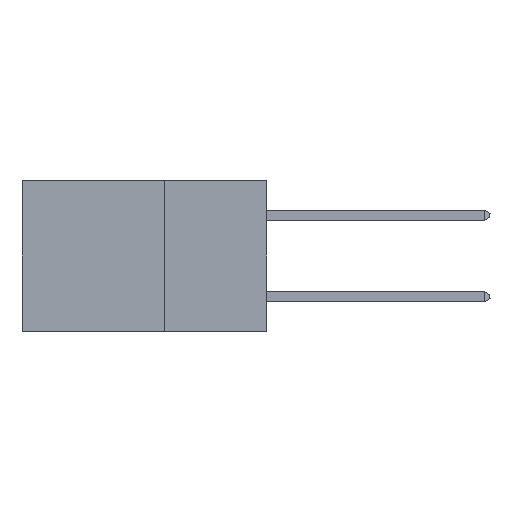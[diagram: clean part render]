
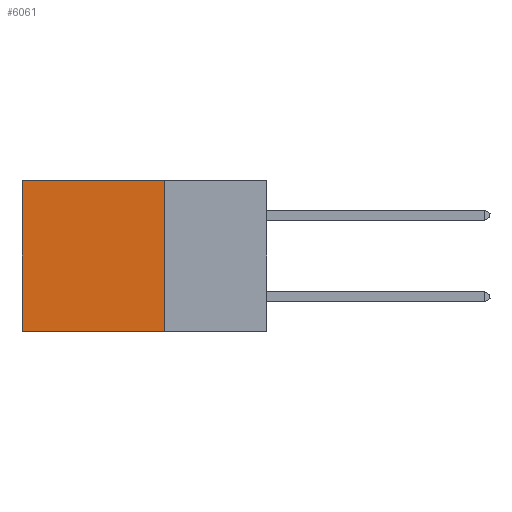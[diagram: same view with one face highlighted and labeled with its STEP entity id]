
A CAD part, left-side view. The second image highlights one B-rep face of the part: STEP entity #6061.
In plain terms, the highlighted planar face has unit normal (-1, 0, 0).
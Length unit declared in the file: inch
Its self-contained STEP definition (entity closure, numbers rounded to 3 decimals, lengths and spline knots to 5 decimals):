
#1242 = ORIENTED_EDGE ( 'NONE', *, *, #27875, .T. ) ;
#2177 = DIRECTION ( 'NONE',  ( 0., 0., -1. ) ) ;
#2661 = CARTESIAN_POINT ( 'NONE',  ( 0.2875, 0.25, -0.37 ) ) ;
#3823 = EDGE_CURVE ( 'NONE', #3961, #27414, #4711, .T. ) ;
#3961 = VERTEX_POINT ( 'NONE', #24708 ) ;
#4711 = LINE ( 'NONE', #19140, #26353 ) ;
#6061 = ADVANCED_FACE ( 'NONE', ( #16343 ), #22623, .F. ) ;
#6177 = LINE ( 'NONE', #22322, #12757 ) ;
#8283 = DIRECTION ( 'NONE',  ( 1., 0., 0. ) ) ;
#8305 = CARTESIAN_POINT ( 'NONE',  ( 0.2875, 0.6, 0. ) ) ;
#9106 = LINE ( 'NONE', #9290, #11305 ) ;
#9290 = CARTESIAN_POINT ( 'NONE',  ( 0.2875, 0.6, 0. ) ) ;
#9990 = DIRECTION ( 'NONE',  ( 0., 0., -1. ) ) ;
#11305 = VECTOR ( 'NONE', #2177, 39.37008 ) ;
#11859 = LINE ( 'NONE', #12204, #29824 ) ;
#12204 = CARTESIAN_POINT ( 'NONE',  ( 0.2875, 0.25, -0.37 ) ) ;
#12629 = VERTEX_POINT ( 'NONE', #8305 ) ;
#12757 = VECTOR ( 'NONE', #15254, 39.37008 ) ;
#14982 = AXIS2_PLACEMENT_3D ( 'NONE', #15764, #8283, #17629 ) ;
#15254 = DIRECTION ( 'NONE',  ( 0., 1., 0. ) ) ;
#15764 = CARTESIAN_POINT ( 'NONE',  ( 0.2875, 0.25, 0. ) ) ;
#16343 = FACE_OUTER_BOUND ( 'NONE', #23930, .T. ) ;
#17093 = ORIENTED_EDGE ( 'NONE', *, *, #3823, .F. ) ;
#17629 = DIRECTION ( 'NONE',  ( 0., 0., -1. ) ) ;
#18956 = EDGE_CURVE ( 'NONE', #27414, #22923, #11859, .T. ) ;
#19140 = CARTESIAN_POINT ( 'NONE',  ( 0.2875, 0.25, 0. ) ) ;
#19411 = ORIENTED_EDGE ( 'NONE', *, *, #18956, .F. ) ;
#22322 = CARTESIAN_POINT ( 'NONE',  ( 0.2875, 0.25, 0. ) ) ;
#22623 = PLANE ( 'NONE',  #14982 ) ;
#22923 = VERTEX_POINT ( 'NONE', #24381 ) ;
#23930 = EDGE_LOOP ( 'NONE', ( #1242, #19411, #17093, #27275 ) ) ;
#24381 = CARTESIAN_POINT ( 'NONE',  ( 0.2875, 0.6, -0.37 ) ) ;
#24708 = CARTESIAN_POINT ( 'NONE',  ( 0.2875, 0.25, 0. ) ) ;
#26242 = DIRECTION ( 'NONE',  ( 0., 1., 0. ) ) ;
#26353 = VECTOR ( 'NONE', #9990, 39.37008 ) ;
#27275 = ORIENTED_EDGE ( 'NONE', *, *, #27700, .T. ) ;
#27414 = VERTEX_POINT ( 'NONE', #2661 ) ;
#27700 = EDGE_CURVE ( 'NONE', #3961, #12629, #6177, .T. ) ;
#27875 = EDGE_CURVE ( 'NONE', #12629, #22923, #9106, .T. ) ;
#29824 = VECTOR ( 'NONE', #26242, 39.37008 ) ;
